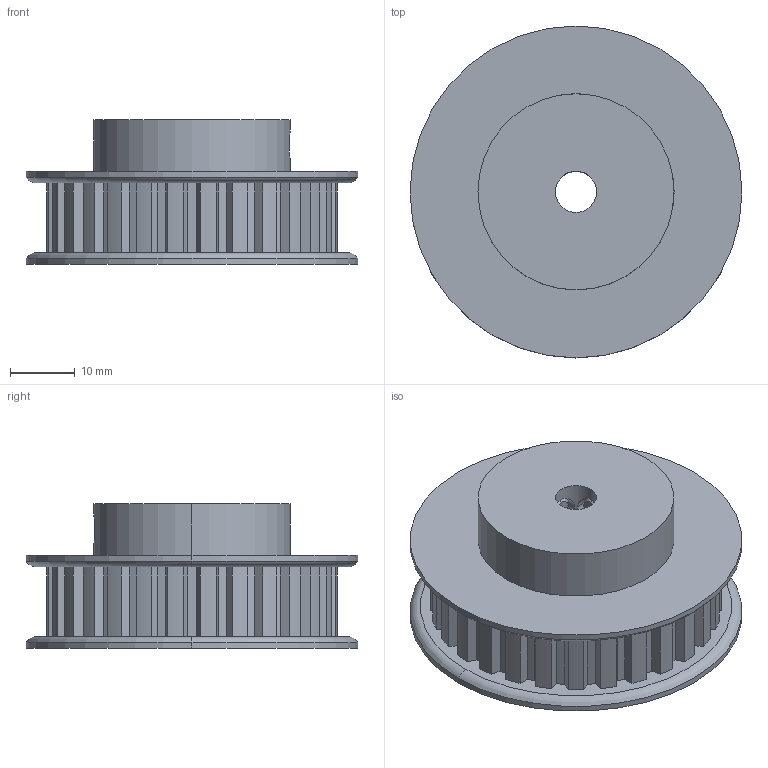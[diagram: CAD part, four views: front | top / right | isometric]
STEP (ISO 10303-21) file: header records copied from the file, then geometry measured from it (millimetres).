
FILE_DESCRIPTION (( 'STEP AP203' ), '1' );
FILE_NAME ('6495K723_TIMING BELT PULLEY.STEP', '2020-10-19T17:04:08', ( 'Administrator' ), ( 'Managed by Terraform' ), 'SwSTEP 2.0', 'SolidWorks 2017', '' );
FILE_SCHEMA (( 'CONFIG_CONTROL_DESIGN' ));
Length unit declared in the file: inch
Products named in the file (1): 6495K723_TIMING BELT PULLEY
Bounding box: 51.08 x 51.08 x 22.23 mm (x, y, z)
Volume: 28199.1 mm3; surface area: 8837.1 mm2
Topology: 1 solids, 1 shells, 163 faces, 454 edges, 300 vertices
Faces by surface type: plane 107, cylinder 44, cone 8, torus 4
Entity records: 5477 total; most frequent: CARTESIAN_POINT 1132, ORIENTED_EDGE 908, DIRECTION 870, EDGE_CURVE 454, VECTOR 342, LINE 342, VERTEX_POINT 300, AXIS2_PLACEMENT_3D 264
